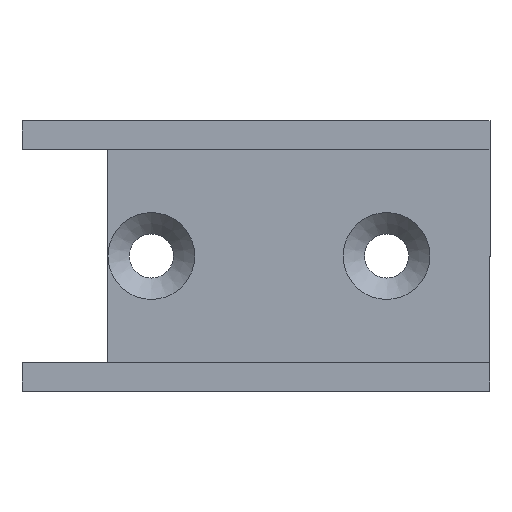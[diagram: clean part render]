
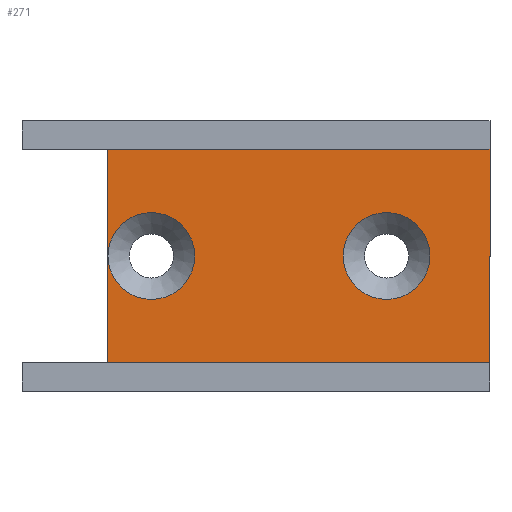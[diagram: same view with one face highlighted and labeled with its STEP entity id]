
A CAD part, left-side view. The second image highlights one B-rep face of the part: STEP entity #271.
In plain terms, the highlighted face is planar.
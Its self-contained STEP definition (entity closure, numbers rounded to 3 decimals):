
#271=ADVANCED_FACE('',(#455,#457,#459),#461,.T.);
#455=FACE_BOUND('',#456,.T.);
#456=EDGE_LOOP('',(#611,#612,#613,#614));
#457=FACE_BOUND('',#458,.T.);
#458=EDGE_LOOP('',(#615));
#459=FACE_BOUND('',#460,.T.);
#460=EDGE_LOOP('',(#616));
#461=PLANE('',#462);
#462=AXIS2_PLACEMENT_3D('',#463,#464,#465);
#463=CARTESIAN_POINT('',(0.,0.,0.));
#464=DIRECTION('',(0.,1.,0.));
#465=DIRECTION('',(0.,0.,-1.));
#611=ORIENTED_EDGE('',*,*,#684,.T.);
#612=ORIENTED_EDGE('',*,*,#650,.T.);
#613=ORIENTED_EDGE('',*,*,#683,.F.);
#614=ORIENTED_EDGE('',*,*,#656,.T.);
#615=ORIENTED_EDGE('',*,*,#685,.T.);
#616=ORIENTED_EDGE('',*,*,#686,.T.);
#650=EDGE_CURVE('',#730,#728,#731,.F.);
#656=EDGE_CURVE('',#741,#739,#742,.F.);
#683=EDGE_CURVE('',#741,#728,#781,.F.);
#684=EDGE_CURVE('',#739,#730,#782,.F.);
#685=EDGE_CURVE('',#783,#783,#784,.F.);
#686=EDGE_CURVE('',#785,#785,#786,.F.);
#728=VERTEX_POINT('',#870);
#730=VERTEX_POINT('',#874);
#731=LINE('',#875,#876);
#739=VERTEX_POINT('',#893);
#741=VERTEX_POINT('',#897);
#742=LINE('',#898,#899);
#781=LINE('',#993,#994);
#782=LINE('',#996,#997);
#783=VERTEX_POINT('',#999);
#784=CIRCLE('',#1000,3.05);
#785=VERTEX_POINT('',#1004);
#786=CIRCLE('',#1005,3.05);
#870=CARTESIAN_POINT('',(-14.999,0.,30.893));
#874=CARTESIAN_POINT('',(-14.999,0.,4.));
#875=CARTESIAN_POINT('',(-14.999,0.,30.893));
#876=VECTOR('',#877,1.);
#877=DIRECTION('',(0.,0.,-1.));
#893=CARTESIAN_POINT('',(0.,0.,4.));
#897=CARTESIAN_POINT('',(0.,0.,30.893));
#898=CARTESIAN_POINT('',(0.,0.,4.));
#899=VECTOR('',#900,1.);
#900=DIRECTION('',(0.,0.,1.));
#993=CARTESIAN_POINT('',(-14.999,0.,30.893));
#994=VECTOR('',#995,1.);
#995=DIRECTION('',(1.,0.,0.));
#996=CARTESIAN_POINT('',(-14.999,0.,4.));
#997=VECTOR('',#998,1.);
#998=DIRECTION('',(1.,0.,0.));
#999=CARTESIAN_POINT('',(-10.55,0.,7.089));
#1000=AXIS2_PLACEMENT_3D('',#1001,#1002,#1003);
#1001=CARTESIAN_POINT('',(-7.5,0.,7.089));
#1002=DIRECTION('',(0.,1.,0.));
#1003=DIRECTION('',(-1.,0.,0.));
#1004=CARTESIAN_POINT('',(-10.55,0.,23.625));
#1005=AXIS2_PLACEMENT_3D('',#1006,#1007,#1008);
#1006=CARTESIAN_POINT('',(-7.5,0.,23.625));
#1007=DIRECTION('',(0.,1.,0.));
#1008=DIRECTION('',(-1.,0.,0.));
